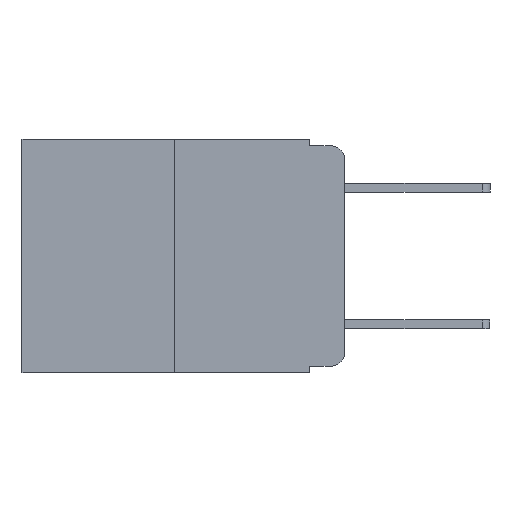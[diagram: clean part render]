
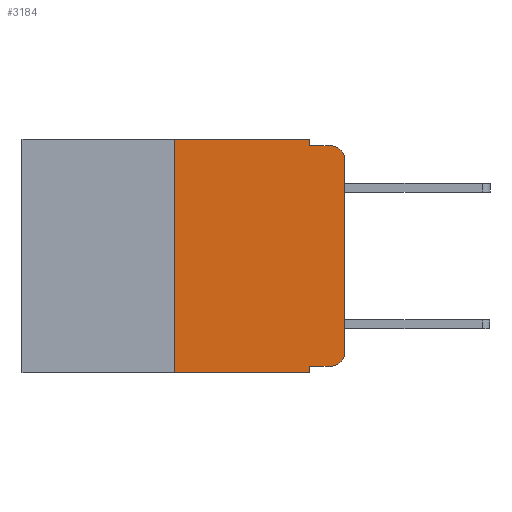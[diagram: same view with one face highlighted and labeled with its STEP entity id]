
A CAD part, left-side view. The second image highlights one B-rep face of the part: STEP entity #3184.
In plain terms, the highlighted planar face has unit normal (-1, 0, 0).
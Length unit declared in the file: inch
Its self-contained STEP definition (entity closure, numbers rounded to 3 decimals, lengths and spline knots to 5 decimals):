
#27 = CARTESIAN_POINT ( 'NONE',  ( 0., 0.25, 0. ) ) ;
#351 = EDGE_CURVE ( 'NONE', #16115, #11667, #7307, .T. ) ;
#389 = EDGE_LOOP ( 'NONE', ( #1860, #12037, #14078, #10387, #6728, #15952, #2168, #1193, #10404, #1674 ) ) ;
#463 = DIRECTION ( 'NONE',  ( 0., 0., -1. ) ) ;
#870 = LINE ( 'NONE', #4614, #13723 ) ;
#921 = DIRECTION ( 'NONE',  ( 1., 0., 0. ) ) ;
#1007 = VERTEX_POINT ( 'NONE', #14730 ) ;
#1193 = ORIENTED_EDGE ( 'NONE', *, *, #351, .F. ) ;
#1296 = DIRECTION ( 'NONE',  ( 0., -1., 0. ) ) ;
#1300 = EDGE_CURVE ( 'NONE', #1367, #6779, #11597, .T. ) ;
#1367 = VERTEX_POINT ( 'NONE', #4479 ) ;
#1438 = EDGE_CURVE ( 'NONE', #6779, #4747, #11411, .T. ) ;
#1509 = CARTESIAN_POINT ( 'NONE',  ( 0., 0., 0. ) ) ;
#1666 = VECTOR ( 'NONE', #3037, 39.37008 ) ;
#1674 = ORIENTED_EDGE ( 'NONE', *, *, #13283, .T. ) ;
#1860 = ORIENTED_EDGE ( 'NONE', *, *, #7069, .T. ) ;
#2078 = FACE_OUTER_BOUND ( 'NONE', #389, .T. ) ;
#2168 = ORIENTED_EDGE ( 'NONE', *, *, #15644, .T. ) ;
#2562 = VECTOR ( 'NONE', #9688, 39.37008 ) ;
#2663 = VERTEX_POINT ( 'NONE', #8576 ) ;
#2687 = VECTOR ( 'NONE', #3026, 39.37008 ) ;
#2746 = VERTEX_POINT ( 'NONE', #6542 ) ;
#3026 = DIRECTION ( 'NONE',  ( 0., 0., -1. ) ) ;
#3037 = DIRECTION ( 'NONE',  ( 0., 0., 1. ) ) ;
#3184 = ADVANCED_FACE ( 'NONE', ( #2078 ), #13867, .F. ) ;
#3411 = CARTESIAN_POINT ( 'NONE',  ( 0., 0.051, -0.333 ) ) ;
#3935 = EDGE_CURVE ( 'NONE', #4747, #2746, #12518, .T. ) ;
#4479 = CARTESIAN_POINT ( 'NONE',  ( 0., 0.25, -0.343 ) ) ;
#4614 = CARTESIAN_POINT ( 'NONE',  ( 0., 0.051, -0.01 ) ) ;
#4733 = AXIS2_PLACEMENT_3D ( 'NONE', #15421, #8241, #463 ) ;
#4747 = VERTEX_POINT ( 'NONE', #8009 ) ;
#4910 = AXIS2_PLACEMENT_3D ( 'NONE', #7609, #16039, #8830 ) ;
#5245 = CARTESIAN_POINT ( 'NONE',  ( 0., 0., -0.03 ) ) ;
#5855 = DIRECTION ( 'NONE',  ( 0., -1., 0. ) ) ;
#5923 = CARTESIAN_POINT ( 'NONE',  ( 0., 0.051, -0.343 ) ) ;
#5935 = LINE ( 'NONE', #3411, #2562 ) ;
#6197 = EDGE_CURVE ( 'NONE', #12792, #1007, #10742, .T. ) ;
#6257 = DIRECTION ( 'NONE',  ( 0., 0., -1. ) ) ;
#6542 = CARTESIAN_POINT ( 'NONE',  ( 0., 0.051, -0.01 ) ) ;
#6640 = CARTESIAN_POINT ( 'NONE',  ( 0., 0.051, 0. ) ) ;
#6728 = ORIENTED_EDGE ( 'NONE', *, *, #1438, .F. ) ;
#6779 = VERTEX_POINT ( 'NONE', #8625 ) ;
#7069 = EDGE_CURVE ( 'NONE', #7402, #12792, #9230, .T. ) ;
#7307 = LINE ( 'NONE', #8107, #13292 ) ;
#7402 = VERTEX_POINT ( 'NONE', #14936 ) ;
#7609 = CARTESIAN_POINT ( 'NONE',  ( 0., 0.02, -0.313 ) ) ;
#7610 = DIRECTION ( 'NONE',  ( 0., 0., -1. ) ) ;
#7707 = CARTESIAN_POINT ( 'NONE',  ( 0., 0.473, 0. ) ) ;
#7769 = CARTESIAN_POINT ( 'NONE',  ( 0., 0.051, -0.333 ) ) ;
#7888 = DIRECTION ( 'NONE',  ( 0., 0., 1. ) ) ;
#8009 = CARTESIAN_POINT ( 'NONE',  ( 0., 0.051, 0. ) ) ;
#8107 = CARTESIAN_POINT ( 'NONE',  ( 0., 0.051, 0. ) ) ;
#8241 = DIRECTION ( 'NONE',  ( -1., 0., 0. ) ) ;
#8576 = CARTESIAN_POINT ( 'NONE',  ( 0., 0.02, -0.333 ) ) ;
#8625 = CARTESIAN_POINT ( 'NONE',  ( 0., 0.25, 0. ) ) ;
#8830 = DIRECTION ( 'NONE',  ( 0., 0., -1. ) ) ;
#9230 = LINE ( 'NONE', #1509, #12014 ) ;
#9290 = AXIS2_PLACEMENT_3D ( 'NONE', #7707, #921, #6257 ) ;
#9491 = DIRECTION ( 'NONE',  ( 0., -1., 0. ) ) ;
#9688 = DIRECTION ( 'NONE',  ( 0., -1., 0. ) ) ;
#10132 = CIRCLE ( 'NONE', #4910, 0.02 ) ;
#10387 = ORIENTED_EDGE ( 'NONE', *, *, #3935, .F. ) ;
#10404 = ORIENTED_EDGE ( 'NONE', *, *, #15740, .T. ) ;
#10588 = EDGE_CURVE ( 'NONE', #2746, #1007, #870, .T. ) ;
#10742 = CIRCLE ( 'NONE', #4733, 0.02 ) ;
#10832 = CARTESIAN_POINT ( 'NONE',  ( 0., 0.473, 0. ) ) ;
#11019 = VECTOR ( 'NONE', #1296, 39.37008 ) ;
#11084 = VECTOR ( 'NONE', #9491, 39.37008 ) ;
#11411 = LINE ( 'NONE', #10832, #11019 ) ;
#11597 = LINE ( 'NONE', #27, #1666 ) ;
#11667 = VERTEX_POINT ( 'NONE', #5923 ) ;
#12014 = VECTOR ( 'NONE', #7888, 39.37008 ) ;
#12037 = ORIENTED_EDGE ( 'NONE', *, *, #6197, .T. ) ;
#12518 = LINE ( 'NONE', #6640, #2687 ) ;
#12792 = VERTEX_POINT ( 'NONE', #5245 ) ;
#13283 = EDGE_CURVE ( 'NONE', #2663, #7402, #10132, .T. ) ;
#13292 = VECTOR ( 'NONE', #7610, 39.37008 ) ;
#13723 = VECTOR ( 'NONE', #5855, 39.37008 ) ;
#13867 = PLANE ( 'NONE',  #9290 ) ;
#14078 = ORIENTED_EDGE ( 'NONE', *, *, #10588, .F. ) ;
#14240 = LINE ( 'NONE', #15459, #11084 ) ;
#14730 = CARTESIAN_POINT ( 'NONE',  ( 0., 0.02, -0.01 ) ) ;
#14936 = CARTESIAN_POINT ( 'NONE',  ( 0., 0., -0.313 ) ) ;
#15421 = CARTESIAN_POINT ( 'NONE',  ( 0., 0.02, -0.03 ) ) ;
#15459 = CARTESIAN_POINT ( 'NONE',  ( 0., 0.473, -0.343 ) ) ;
#15644 = EDGE_CURVE ( 'NONE', #1367, #11667, #14240, .T. ) ;
#15740 = EDGE_CURVE ( 'NONE', #16115, #2663, #5935, .T. ) ;
#15952 = ORIENTED_EDGE ( 'NONE', *, *, #1300, .F. ) ;
#16039 = DIRECTION ( 'NONE',  ( -1., 0., 0. ) ) ;
#16115 = VERTEX_POINT ( 'NONE', #7769 ) ;
